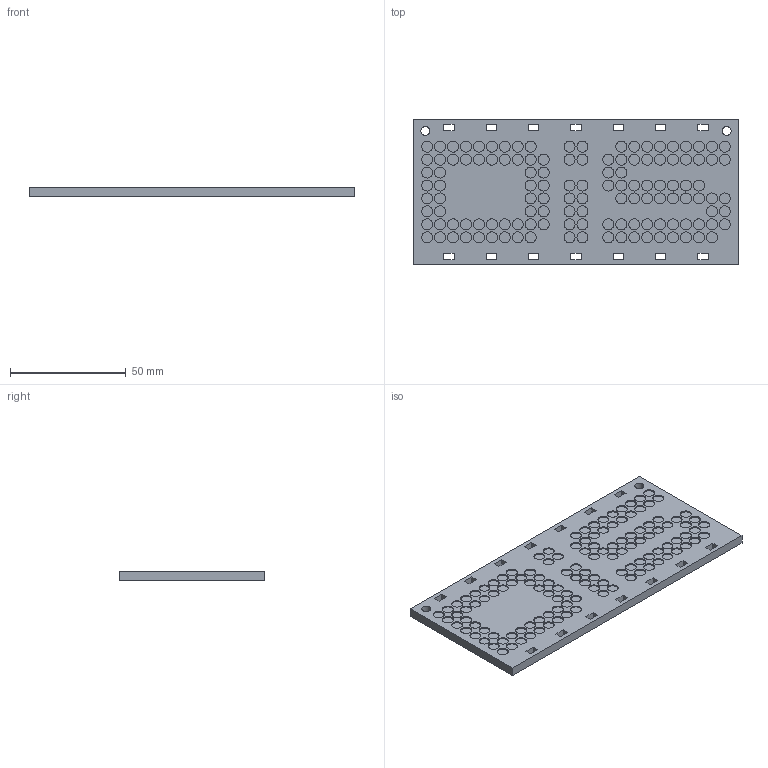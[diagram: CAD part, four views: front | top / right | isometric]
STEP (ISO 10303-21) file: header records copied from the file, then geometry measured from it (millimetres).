
FILE_DESCRIPTION(/* description */ (''),/* implementation_level */ '2;1');
FILE_NAME(/* name */ 'DIS v10.step',/* time_stamp */ '2018-05-18T10:34:25+08:00',/* author */ ('matt7HKHE'),/* organization */ (''),/* preprocessor_version */ 'ST-DEVELOPER v17',/* originating_system */ 'Autodesk Translation Framework v7.1.0.215',/* authorisation */ '');
FILE_SCHEMA (('AUTOMOTIVE_DESIGN { 1 0 10303 214 3 1 1 }'));
Length unit declared in the file: millimetre
Products named in the file (1): DIS
Bounding box: 140.4 x 62.8 x 4 mm (x, y, z)
Volume: 33337.1 mm3; surface area: 20722.5 mm2
Topology: 1 solids, 1 shells, 318 faces, 567 edges, 378 vertices
Faces by surface type: plane 189, cylinder 129
Full cylindrical faces by diameter (mm): 4 x2, 4.75 x127
Entity records: 7912 total; most frequent: DIRECTION 1463, CARTESIAN_POINT 1264, ORIENTED_EDGE 1134, AXIS2_PLACEMENT_3D 577, EDGE_CURVE 567, EDGE_LOOP 477, VERTEX_POINT 378, FACE_OUTER_BOUND 318
